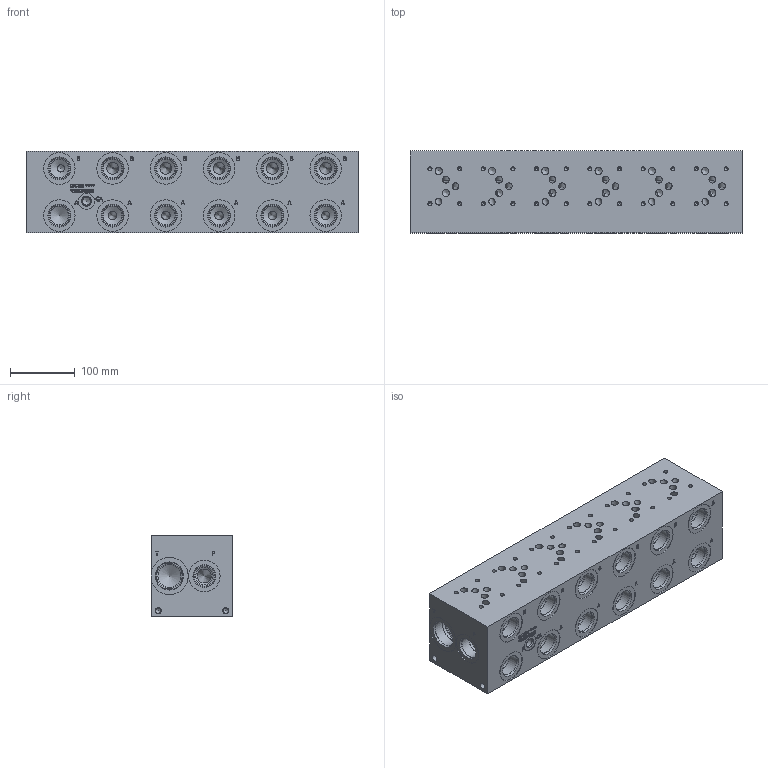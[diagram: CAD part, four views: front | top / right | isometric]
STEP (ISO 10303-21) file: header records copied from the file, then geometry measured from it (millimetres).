
FILE_DESCRIPTION(/* description */ (''),/* implementation_level */ '2;1');
FILE_NAME(/* name */ '_D05JP063S.stp',/* time_stamp */ '2020-08-04T15:42:55-04:00',/* author */ ('juliea'),/* organization */ (''),/* preprocessor_version */ 'ST-DEVELOPER v17',/* originating_system */ 'Autodesk Inventor 2019',/* authorisation */ '');
FILE_SCHEMA (('AUTOMOTIVE_DESIGN { 1 0 10303 214 3 1 1 }'));
Length unit declared in the file: millimetre
Products named in the file (1): _D05JP063S
Bounding box: 514.35 x 127 x 127 mm (x, y, z)
Volume: 7686636.3 mm3; surface area: 395184.5 mm2
Topology: 1 solids, 1 shells, 1074 faces, 2914 edges, 1968 vertices
Faces by surface type: plane 493, bspline 234, cylinder 188, cone 159
Full cylindrical faces by diameter (mm): 5.105 x24, 6.35 x24, 7.925 x4, 9.525 x10, 10.312 x12, 11.125 x13, 12.294 x1, 12.9 x1, 14.275 x1, 14.529 x1, 25.019 x1, 27 x2, 28.575 x12, 31.267 x14, 33.34 x3, 33.35 x11, 33.757 x14, 35.509 x11, 35.712 x2, 39.218 x2, 41.275 x1, 41.28 x1, 41.758 x1, 43.51 x1, 48.971 x14
Entity records: 35928 total; most frequent: CARTESIAN_POINT 9338, ORIENTED_EDGE 5678, DIRECTION 4694, EDGE_CURVE 2839, VERTEX_POINT 1968, LINE 1666, VECTOR 1666, AXIS2_PLACEMENT_3D 1514
